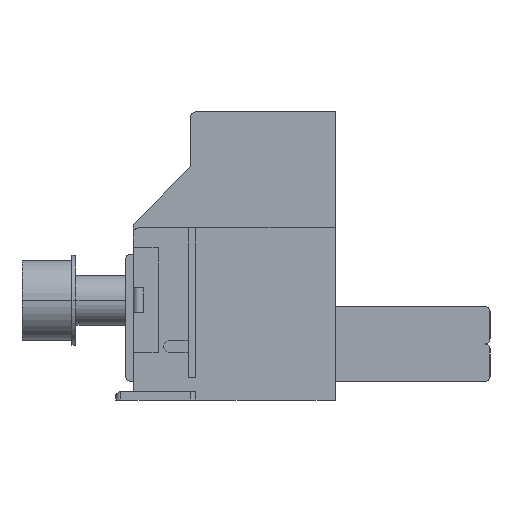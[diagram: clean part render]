
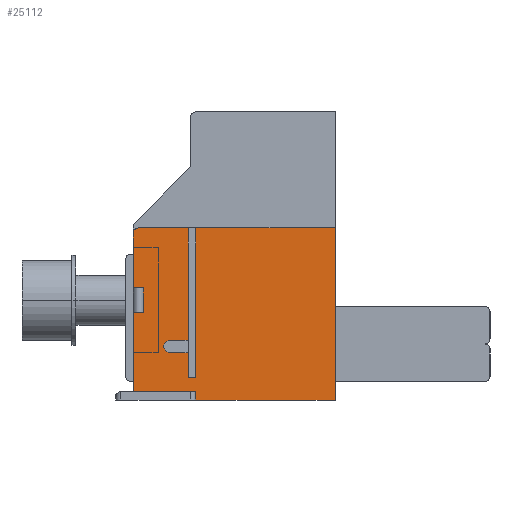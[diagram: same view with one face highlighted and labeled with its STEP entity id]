
A CAD part, left-side view. The second image highlights one B-rep face of the part: STEP entity #25112.
In plain terms, the highlighted planar face has unit normal (-1, 0, 0).
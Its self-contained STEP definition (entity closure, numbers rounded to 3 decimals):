
#23599=CARTESIAN_POINT('',(-95.25,11.5,29.));
#23600=DIRECTION('',(1.,0.,0.));
#23601=DIRECTION('',(0.,1.,0.));
#23602=AXIS2_PLACEMENT_3D('',#23599,#23600,#23601);
#23604=DIRECTION('',(0.,0.707,-0.707));
#23605=VECTOR('',#23604,1.414);
#23606=CARTESIAN_POINT('',(-95.25,5.5,7.5));
#23607=LINE('',#23606,#23605);
#23608=DIRECTION('',(0.,-0.707,
-0.707));
#23609=VECTOR('',#23608,1.414);
#23610=CARTESIAN_POINT('',(-95.25,6.5,6.));
#23611=LINE('',#23610,#23609);
#23612=DIRECTION('',(0.,0.,1.));
#23613=VECTOR('',#23612,15.75);
#23614=CARTESIAN_POINT('',(-95.25,12.5,-2.75));
#23615=LINE('',#23614,#23613);
#23616=DIRECTION('',(0.,0.,1.));
#23617=VECTOR('',#23616,11.);
#23618=CARTESIAN_POINT('',(-95.25,12.5,18.));
#23619=LINE('',#23618,#23617);
#23620=DIRECTION('',(0.,1.,0.));
#23621=VECTOR('',#23620,10.);
#23622=CARTESIAN_POINT('',(-95.25,1.5,30.));
#23623=LINE('',#23622,#23621);
#23628=DIRECTION('',(0.,1.,0.));
#23629=VECTOR('',#23628,28.);
#23630=CARTESIAN_POINT('',(-95.25,-28.,30.));
#23631=LINE('',#23630,#23629);
#23703=DIRECTION('',(0.,0.,1.));
#23704=VECTOR('',#23703,34.5);
#23705=CARTESIAN_POINT('',(-95.25,-28.,-4.5));
#23706=LINE('',#23705,#23704);
#23743=DIRECTION('',(0.,-1.,0.));
#23744=VECTOR('',#23743,18.);
#23745=CARTESIAN_POINT('',(-95.25,0.,-4.5));
#23746=LINE('',#23745,#23744);
#23747=DIRECTION('',(0.,-1.,0.));
#23748=VECTOR('',#23747,10.);
#23749=CARTESIAN_POINT('',(-95.25,-18.,-4.5));
#23750=LINE('',#23749,#23748);
#23784=DIRECTION('',(0.,-1.,0.));
#23785=VECTOR('',#23784,12.5);
#23786=CARTESIAN_POINT('',(-95.25,12.5,-2.75));
#23787=LINE('',#23786,#23785);
#23837=DIRECTION('',(0.,0.,-1.));
#23838=VECTOR('',#23837,1.75);
#23839=CARTESIAN_POINT('',(-95.25,0.,-2.75));
#23840=LINE('',#23839,#23838);
#24137=DIRECTION('',(0.,0.,-1.));
#24138=VECTOR('',#24137,30.);
#24139=CARTESIAN_POINT('',(-95.25,0.,30.));
#24140=LINE('',#24139,#24138);
#24149=DIRECTION('',(0.,1.,0.));
#24150=VECTOR('',#24149,1.5);
#24151=CARTESIAN_POINT('',(-95.25,0.,0.));
#24152=LINE('',#24151,#24150);
#24161=DIRECTION('',(0.,0.,1.));
#24162=VECTOR('',#24161,5.);
#24163=CARTESIAN_POINT('',(-95.25,1.5,0.));
#24164=LINE('',#24163,#24162);
#24165=DIRECTION('',(0.,0.,1.));
#24166=VECTOR('',#24165,22.5);
#24167=CARTESIAN_POINT('',(-95.25,1.5,7.5));
#24168=LINE('',#24167,#24166);
#24181=DIRECTION('',(0.,1.,0.));
#24182=VECTOR('',#24181,4.);
#24183=CARTESIAN_POINT('',(-95.25,1.5,5.));
#24184=LINE('',#24183,#24182);
#24205=DIRECTION('',(0.,0.,1.));
#24206=VECTOR('',#24205,0.5);
#24207=CARTESIAN_POINT('',(-95.25,6.5,6.));
#24208=LINE('',#24207,#24206);
#24225=DIRECTION('',(0.,-1.,0.));
#24226=VECTOR('',#24225,4.);
#24227=CARTESIAN_POINT('',(-95.25,5.5,7.5));
#24228=LINE('',#24227,#24226);
#24258=DIRECTION('',(0.,1.,0.));
#24259=VECTOR('',#24258,2.);
#24260=CARTESIAN_POINT('',(-95.25,10.5,13.));
#24261=LINE('',#24260,#24259);
#24284=DIRECTION('',(0.,-1.,0.));
#24285=VECTOR('',#24284,2.);
#24286=CARTESIAN_POINT('',(-95.25,12.5,18.));
#24287=LINE('',#24286,#24285);
#24292=DIRECTION('',(0.,0.,-1.));
#24293=VECTOR('',#24292,5.);
#24294=CARTESIAN_POINT('',(-95.25,10.5,18.));
#24295=LINE('',#24294,#24293);
#24456=CARTESIAN_POINT('',(-95.25,12.5,13.));
#24458=VERTEX_POINT('',#24456);
#24461=CARTESIAN_POINT('',(-95.25,12.5,-2.75));
#24463=VERTEX_POINT('',#24461);
#24498=CARTESIAN_POINT('',(-95.25,12.5,29.));
#24499=VERTEX_POINT('',#24498);
#24500=CARTESIAN_POINT('',(-95.25,11.5,30.));
#24502=VERTEX_POINT('',#24500);
#24504=CARTESIAN_POINT('',(-95.25,1.5,30.));
#24505=VERTEX_POINT('',#24504);
#24506=CARTESIAN_POINT('',(-95.25,5.5,7.5));
#24507=CARTESIAN_POINT('',(-95.25,1.5,7.5));
#24508=VERTEX_POINT('',#24506);
#24509=VERTEX_POINT('',#24507);
#24510=CARTESIAN_POINT('',(-95.25,6.5,6.5));
#24511=VERTEX_POINT('',#24510);
#24512=CARTESIAN_POINT('',(-95.25,6.5,6.));
#24513=VERTEX_POINT('',#24512);
#24514=CARTESIAN_POINT('',(-95.25,5.5,5.));
#24515=VERTEX_POINT('',#24514);
#24516=CARTESIAN_POINT('',(-95.25,0.,0.));
#24517=CARTESIAN_POINT('',(-95.25,1.5,0.));
#24518=VERTEX_POINT('',#24516);
#24519=VERTEX_POINT('',#24517);
#24520=CARTESIAN_POINT('',(-95.25,-28.,30.));
#24521=CARTESIAN_POINT('',(-95.25,0.,30.));
#24522=VERTEX_POINT('',#24520);
#24523=VERTEX_POINT('',#24521);
#24524=CARTESIAN_POINT('',(-95.25,-28.,-4.5));
#24525=VERTEX_POINT('',#24524);
#24526=CARTESIAN_POINT('',(-95.25,0.,-2.75));
#24527=VERTEX_POINT('',#24526);
#24528=CARTESIAN_POINT('',(-95.25,10.5,13.));
#24529=VERTEX_POINT('',#24528);
#24530=CARTESIAN_POINT('',(-95.25,10.5,18.));
#24531=VERTEX_POINT('',#24530);
#24532=CARTESIAN_POINT('',(-95.25,12.5,18.));
#24533=VERTEX_POINT('',#24532);
#24631=CARTESIAN_POINT('',(-95.25,0.,-4.5));
#24633=VERTEX_POINT('',#24631);
#24634=CARTESIAN_POINT('',(-95.25,-18.,-4.5));
#24635=VERTEX_POINT('',#24634);
#24741=CARTESIAN_POINT('',(-95.25,1.5,5.));
#24742=VERTEX_POINT('',#24741);
#25064=CARTESIAN_POINT('',(-95.25,-7.75,12.75));
#25065=DIRECTION('',(1.,0.,0.));
#25066=DIRECTION('',(0.,0.,1.));
#25067=AXIS2_PLACEMENT_3D('',#25064,#25065,#25066);
#25068=PLANE('',#25067);
#25069=ORIENTED_EDGE('',*,*,#25047,.T.);
#25071=ORIENTED_EDGE('',*,*,#25070,.F.);
#25073=ORIENTED_EDGE('',*,*,#25072,.F.);
#25075=ORIENTED_EDGE('',*,*,#25074,.F.);
#25077=ORIENTED_EDGE('',*,*,#25076,.T.);
#25079=ORIENTED_EDGE('',*,*,#25078,.F.);
#25081=ORIENTED_EDGE('',*,*,#25080,.T.);
#25083=ORIENTED_EDGE('',*,*,#25082,.F.);
#25085=ORIENTED_EDGE('',*,*,#25084,.F.);
#25087=ORIENTED_EDGE('',*,*,#25086,.F.);
#25089=ORIENTED_EDGE('',*,*,#25088,.F.);
#25091=ORIENTED_EDGE('',*,*,#25090,.F.);
#25093=ORIENTED_EDGE('',*,*,#25092,.F.);
#25095=ORIENTED_EDGE('',*,*,#25094,.F.);
#25097=ORIENTED_EDGE('',*,*,#25096,.F.);
#25099=ORIENTED_EDGE('',*,*,#25098,.F.);
#25101=ORIENTED_EDGE('',*,*,#25100,.F.);
#25102=ORIENTED_EDGE('',*,*,#24970,.T.);
#25104=ORIENTED_EDGE('',*,*,#25103,.F.);
#25106=ORIENTED_EDGE('',*,*,#25105,.F.);
#25108=ORIENTED_EDGE('',*,*,#25107,.F.);
#25109=ORIENTED_EDGE('',*,*,#24962,.T.);
#25110=EDGE_LOOP('',(#25069,#25071,#25073,#25075,#25077,#25079,#25081,#25083,
#25085,#25087,#25089,#25091,#25093,#25095,#25097,#25099,#25101,#25102,#25104,
#25106,#25108,#25109));
#25111=FACE_OUTER_BOUND('',#25110,.F.);
#23603=CIRCLE('',#23602,1.);
#24962=EDGE_CURVE('',#24533,#24499,#23619,.T.);
#24970=EDGE_CURVE('',#24463,#24458,#23615,.T.);
#25047=EDGE_CURVE('',#24499,#24502,#23603,.T.);
#25070=EDGE_CURVE('',#24505,#24502,#23623,.T.);
#25072=EDGE_CURVE('',#24509,#24505,#24168,.T.);
#25074=EDGE_CURVE('',#24508,#24509,#24228,.T.);
#25076=EDGE_CURVE('',#24508,#24511,#23607,.T.);
#25078=EDGE_CURVE('',#24513,#24511,#24208,.T.);
#25080=EDGE_CURVE('',#24513,#24515,#23611,.T.);
#25082=EDGE_CURVE('',#24742,#24515,#24184,.T.);
#25084=EDGE_CURVE('',#24519,#24742,#24164,.T.);
#25086=EDGE_CURVE('',#24518,#24519,#24152,.T.);
#25088=EDGE_CURVE('',#24523,#24518,#24140,.T.);
#25090=EDGE_CURVE('',#24522,#24523,#23631,.T.);
#25092=EDGE_CURVE('',#24525,#24522,#23706,.T.);
#25094=EDGE_CURVE('',#24635,#24525,#23750,.T.);
#25096=EDGE_CURVE('',#24633,#24635,#23746,.T.);
#25098=EDGE_CURVE('',#24527,#24633,#23840,.T.);
#25100=EDGE_CURVE('',#24463,#24527,#23787,.T.);
#25103=EDGE_CURVE('',#24529,#24458,#24261,.T.);
#25105=EDGE_CURVE('',#24531,#24529,#24295,.T.);
#25107=EDGE_CURVE('',#24533,#24531,#24287,.T.);
#25112=ADVANCED_FACE('',(#25111),#25068,.F.);
